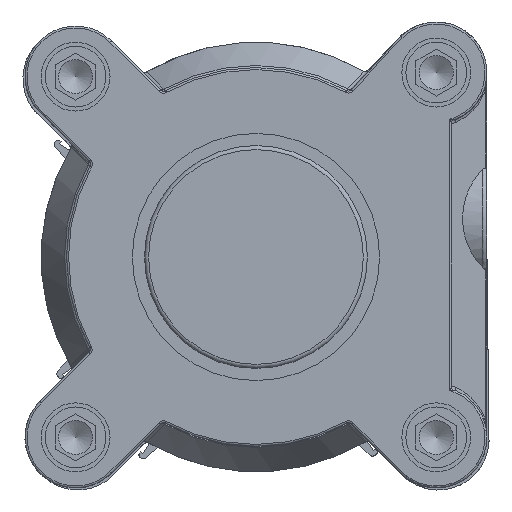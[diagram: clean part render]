
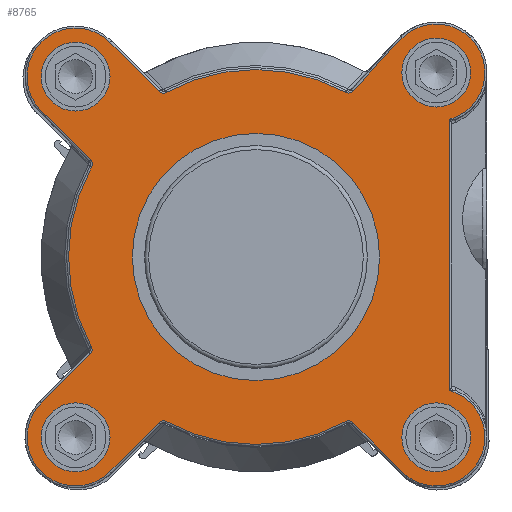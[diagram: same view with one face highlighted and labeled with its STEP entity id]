
A CAD part, front view. The second image highlights one B-rep face of the part: STEP entity #8765.
In plain terms, the highlighted planar face has unit normal (0, -1, 0).
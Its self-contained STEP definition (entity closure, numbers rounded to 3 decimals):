
#148=LINE('',#13578,#711);
#160=LINE('',#13651,#723);
#163=LINE('',#13678,#726);
#165=LINE('',#13690,#728);
#167=LINE('',#13713,#730);
#169=LINE('',#13737,#732);
#171=LINE('',#13761,#734);
#172=LINE('',#13763,#735);
#173=LINE('',#13764,#736);
#711=VECTOR('',#10485,66.921);
#723=VECTOR('',#10521,18.809);
#726=VECTOR('',#10554,17.131);
#728=VECTOR('',#10568,17.131);
#730=VECTOR('',#10596,15.523);
#732=VECTOR('',#10610,17.131);
#734=VECTOR('',#10640,17.877);
#735=VECTOR('',#10643,0.155);
#736=VECTOR('',#10644,0.094);
#1464=PLANE('',#9384);
#1914=FACE_BOUND('',#2681,.T.);
#1915=FACE_BOUND('',#2682,.T.);
#1916=FACE_BOUND('',#2683,.T.);
#1917=FACE_BOUND('',#2684,.T.);
#1918=FACE_BOUND('',#2685,.T.);
#2123=FACE_OUTER_BOUND('',#2680,.T.);
#2680=EDGE_LOOP('',(#6281,#6282,#6283,#6284,#6285,#6286,#6287,#6288,#6289,
#6290,#6291,#6292,#6293,#6294,#6295,#6296,#6297,#6298,#6299,#6300,#6301,
#6302));
#2681=EDGE_LOOP('',(#6303));
#2682=EDGE_LOOP('',(#6304));
#2683=EDGE_LOOP('',(#6305));
#2684=EDGE_LOOP('',(#6306));
#2685=EDGE_LOOP('',(#6307));
#3373=CIRCLE('',#9302,12.);
#3382=CIRCLE('',#9316,12.);
#3391=CIRCLE('',#9334,1.5);
#3394=CIRCLE('',#9338,46.25);
#3397=CIRCLE('',#9342,1.5);
#3401=CIRCLE('',#9348,12.);
#3405=CIRCLE('',#9354,1.5);
#3408=CIRCLE('',#9358,46.25);
#3411=CIRCLE('',#9362,1.5);
#3412=CIRCLE('',#9365,12.);
#3418=CIRCLE('',#9373,1.5);
#3421=CIRCLE('',#9377,46.25);
#3424=CIRCLE('',#9381,1.5);
#3425=CIRCLE('',#9385,8.5);
#3426=CIRCLE('',#9386,8.5);
#3427=CIRCLE('',#9387,8.5);
#3428=CIRCLE('',#9388,8.5);
#3429=CIRCLE('',#9389,30.5);
#3966=VERTEX_POINT('',#13378);
#3968=VERTEX_POINT('',#13394);
#3976=VERTEX_POINT('',#13445);
#3985=VERTEX_POINT('',#13565);
#3999=VERTEX_POINT('',#13648);
#4000=VERTEX_POINT('',#13650);
#4002=VERTEX_POINT('',#13656);
#4004=VERTEX_POINT('',#13662);
#4006=VERTEX_POINT('',#13668);
#4008=VERTEX_POINT('',#13674);
#4010=VERTEX_POINT('',#13680);
#4012=VERTEX_POINT('',#13686);
#4014=VERTEX_POINT('',#13692);
#4016=VERTEX_POINT('',#13698);
#4018=VERTEX_POINT('',#13704);
#4021=VERTEX_POINT('',#13712);
#4022=VERTEX_POINT('',#13727);
#4024=VERTEX_POINT('',#13733);
#4026=VERTEX_POINT('',#13739);
#4028=VERTEX_POINT('',#13745);
#4030=VERTEX_POINT('',#13751);
#4032=VERTEX_POINT('',#13757);
#4034=VERTEX_POINT('',#13765);
#4035=VERTEX_POINT('',#13767);
#4036=VERTEX_POINT('',#13769);
#4037=VERTEX_POINT('',#13771);
#4038=VERTEX_POINT('',#13773);
#4851=EDGE_CURVE('',#3968,#3966,#3373,.T.);
#4873=EDGE_CURVE('',#3976,#3985,#3382,.T.);
#4875=EDGE_CURVE('',#3966,#3976,#148,.T.);
#4897=EDGE_CURVE('',#3999,#4000,#160,.T.);
#4902=EDGE_CURVE('',#4000,#4002,#3391,.T.);
#4905=EDGE_CURVE('',#4002,#4004,#3394,.T.);
#4908=EDGE_CURVE('',#4004,#4006,#3397,.T.);
#4911=EDGE_CURVE('',#4006,#4008,#163,.T.);
#4914=EDGE_CURVE('',#4008,#4010,#3401,.T.);
#4917=EDGE_CURVE('',#4010,#4012,#165,.T.);
#4920=EDGE_CURVE('',#4012,#4014,#3405,.T.);
#4923=EDGE_CURVE('',#4014,#4016,#3408,.T.);
#4926=EDGE_CURVE('',#4016,#4018,#3411,.T.);
#4928=EDGE_CURVE('',#4018,#4021,#167,.T.);
#4930=EDGE_CURVE('',#4021,#4022,#3412,.T.);
#4935=EDGE_CURVE('',#4022,#4024,#169,.T.);
#4938=EDGE_CURVE('',#4024,#4026,#3418,.T.);
#4941=EDGE_CURVE('',#4026,#4028,#3421,.T.);
#4944=EDGE_CURVE('',#4028,#4030,#3424,.T.);
#4947=EDGE_CURVE('',#4030,#4032,#171,.T.);
#4948=EDGE_CURVE('',#3985,#3999,#172,.T.);
#4949=EDGE_CURVE('',#4032,#3968,#173,.T.);
#4950=EDGE_CURVE('',#4034,#4034,#3425,.T.);
#4951=EDGE_CURVE('',#4035,#4035,#3426,.T.);
#4952=EDGE_CURVE('',#4036,#4036,#3427,.T.);
#4953=EDGE_CURVE('',#4037,#4037,#3428,.T.);
#4954=EDGE_CURVE('',#4038,#4038,#3429,.T.);
#6281=ORIENTED_EDGE('',*,*,#4947,.F.);
#6282=ORIENTED_EDGE('',*,*,#4944,.F.);
#6283=ORIENTED_EDGE('',*,*,#4941,.F.);
#6284=ORIENTED_EDGE('',*,*,#4938,.F.);
#6285=ORIENTED_EDGE('',*,*,#4935,.F.);
#6286=ORIENTED_EDGE('',*,*,#4930,.F.);
#6287=ORIENTED_EDGE('',*,*,#4928,.F.);
#6288=ORIENTED_EDGE('',*,*,#4926,.F.);
#6289=ORIENTED_EDGE('',*,*,#4923,.F.);
#6290=ORIENTED_EDGE('',*,*,#4920,.F.);
#6291=ORIENTED_EDGE('',*,*,#4917,.F.);
#6292=ORIENTED_EDGE('',*,*,#4914,.F.);
#6293=ORIENTED_EDGE('',*,*,#4911,.F.);
#6294=ORIENTED_EDGE('',*,*,#4908,.F.);
#6295=ORIENTED_EDGE('',*,*,#4905,.F.);
#6296=ORIENTED_EDGE('',*,*,#4902,.F.);
#6297=ORIENTED_EDGE('',*,*,#4897,.F.);
#6298=ORIENTED_EDGE('',*,*,#4948,.F.);
#6299=ORIENTED_EDGE('',*,*,#4873,.F.);
#6300=ORIENTED_EDGE('',*,*,#4875,.F.);
#6301=ORIENTED_EDGE('',*,*,#4851,.F.);
#6302=ORIENTED_EDGE('',*,*,#4949,.F.);
#6303=ORIENTED_EDGE('',*,*,#4950,.T.);
#6304=ORIENTED_EDGE('',*,*,#4951,.T.);
#6305=ORIENTED_EDGE('',*,*,#4952,.T.);
#6306=ORIENTED_EDGE('',*,*,#4953,.T.);
#6307=ORIENTED_EDGE('',*,*,#4954,.T.);
#8765=ADVANCED_FACE('',(#2123,#1914,#1915,#1916,#1917,#1918),#1464,.T.);
#9302=AXIS2_PLACEMENT_3D('',#13405,#10448,#10449);
#9316=AXIS2_PLACEMENT_3D('',#13566,#10481,#10482);
#9334=AXIS2_PLACEMENT_3D('',#13660,#10531,#10532);
#9338=AXIS2_PLACEMENT_3D('',#13666,#10539,#10540);
#9342=AXIS2_PLACEMENT_3D('',#13672,#10547,#10548);
#9348=AXIS2_PLACEMENT_3D('',#13684,#10561,#10562);
#9354=AXIS2_PLACEMENT_3D('',#13696,#10575,#10576);
#9358=AXIS2_PLACEMENT_3D('',#13702,#10583,#10584);
#9362=AXIS2_PLACEMENT_3D('',#13708,#10591,#10592);
#9365=AXIS2_PLACEMENT_3D('',#13728,#10599,#10600);
#9373=AXIS2_PLACEMENT_3D('',#13743,#10617,#10618);
#9377=AXIS2_PLACEMENT_3D('',#13749,#10625,#10626);
#9381=AXIS2_PLACEMENT_3D('',#13755,#10633,#10634);
#9384=AXIS2_PLACEMENT_3D('',#13762,#10641,#10642);
#9385=AXIS2_PLACEMENT_3D('',#13766,#10645,#10646);
#9386=AXIS2_PLACEMENT_3D('',#13768,#10647,#10648);
#9387=AXIS2_PLACEMENT_3D('',#13770,#10649,#10650);
#9388=AXIS2_PLACEMENT_3D('',#13772,#10651,#10652);
#9389=AXIS2_PLACEMENT_3D('',#13774,#10653,#10654);
#10448=DIRECTION('center_axis',(0.,1.,0.));
#10449=DIRECTION('ref_axis',(0.87,0.,0.492));
#10481=DIRECTION('center_axis',(0.,1.,0.));
#10482=DIRECTION('ref_axis',(0.899,0.,-0.438));
#10485=DIRECTION('',(0.,0.,-1.));
#10521=DIRECTION('',(-0.707,0.,0.707));
#10531=DIRECTION('center_axis',(0.,-1.,0.));
#10532=DIRECTION('ref_axis',(0.143,0.,0.99));
#10539=DIRECTION('center_axis',(0.,1.,0.));
#10540=DIRECTION('ref_axis',(0.,0.,-1.));
#10547=DIRECTION('center_axis',(0.,-1.,0.));
#10548=DIRECTION('ref_axis',(-0.143,0.,0.99));
#10554=DIRECTION('',(-0.707,0.,-0.707));
#10561=DIRECTION('center_axis',(0.,1.,0.));
#10562=DIRECTION('ref_axis',(-0.707,0.,-0.707));
#10568=DIRECTION('',(0.707,0.,0.707));
#10575=DIRECTION('center_axis',(0.,-1.,0.));
#10576=DIRECTION('ref_axis',(0.99,0.,-0.143));
#10583=DIRECTION('center_axis',(0.,1.,0.));
#10584=DIRECTION('ref_axis',(-1.,0.,0.001));
#10591=DIRECTION('center_axis',(0.,-1.,0.));
#10592=DIRECTION('ref_axis',(0.99,0.,0.142));
#10596=DIRECTION('',(-0.707,0.,0.707));
#10599=DIRECTION('center_axis',(0.,1.,0.));
#10600=DIRECTION('ref_axis',(-0.751,0.,0.66));
#10610=DIRECTION('',(0.707,0.,-0.707));
#10617=DIRECTION('center_axis',(0.,-1.,0.));
#10618=DIRECTION('ref_axis',(-0.143,0.,-0.99));
#10625=DIRECTION('center_axis',(0.,1.,0.));
#10626=DIRECTION('ref_axis',(0.,0.,1.));
#10633=DIRECTION('center_axis',(0.,-1.,0.));
#10634=DIRECTION('ref_axis',(0.164,0.,-0.987));
#10640=DIRECTION('',(0.677,0.,0.736));
#10641=DIRECTION('center_axis',(0.,-1.,0.));
#10642=DIRECTION('ref_axis',(0.,0.,-1.));
#10643=DIRECTION('',(0.011,0.,-1.));
#10644=DIRECTION('',(0.011,0.,-1.));
#10645=DIRECTION('center_axis',(0.,1.,0.));
#10646=DIRECTION('ref_axis',(-1.,0.,0.));
#10647=DIRECTION('center_axis',(0.,1.,0.));
#10648=DIRECTION('ref_axis',(-1.,0.,0.));
#10649=DIRECTION('center_axis',(0.,1.,0.));
#10650=DIRECTION('ref_axis',(-1.,0.,0.));
#10651=DIRECTION('center_axis',(0.,1.,0.));
#10652=DIRECTION('ref_axis',(-1.,0.,0.));
#10653=DIRECTION('center_axis',(0.,1.,0.));
#10654=DIRECTION('ref_axis',(-1.,0.,0.));
#13378=CARTESIAN_POINT('',(47.793,0.,33.96));
#13394=CARTESIAN_POINT('',(36.023,0.,53.993));
#13405=CARTESIAN_POINT('Origin',(44.5,0.,45.499));
#13445=CARTESIAN_POINT('',(47.793,0.,-32.961));
#13565=CARTESIAN_POINT('',(37.196,0.,-54.021));
#13566=CARTESIAN_POINT('Origin',(44.5,0.,-44.5));
#13578=CARTESIAN_POINT('',(47.793,0.,-16.757));
#13648=CARTESIAN_POINT('',(37.198,0.,-54.176));
#13650=CARTESIAN_POINT('',(23.902,0.,-40.873));
#13651=CARTESIAN_POINT('',(14.546,0.,-31.511));
#13656=CARTESIAN_POINT('',(22.123,0.,-40.616));
#13660=CARTESIAN_POINT('Origin',(22.841,0.,-41.933));
#13662=CARTESIAN_POINT('',(-22.123,0.,-40.616));
#13666=CARTESIAN_POINT('Origin',(0.,0.,0.));
#13668=CARTESIAN_POINT('',(-23.902,0.,-40.872));
#13672=CARTESIAN_POINT('Origin',(-22.841,0.,-41.933));
#13674=CARTESIAN_POINT('',(-36.015,0.,-52.985));
#13678=CARTESIAN_POINT('',(-26.029,0.,-43.));
#13680=CARTESIAN_POINT('',(-52.985,0.,-36.015));
#13684=CARTESIAN_POINT('Origin',(-44.5,0.,-44.5));
#13686=CARTESIAN_POINT('',(-40.872,0.,-23.902));
#13690=CARTESIAN_POINT('',(-49.323,0.,-32.353));
#13692=CARTESIAN_POINT('',(-40.616,0.,-22.123));
#13696=CARTESIAN_POINT('Origin',(-41.933,0.,-22.841));
#13698=CARTESIAN_POINT('',(-40.565,0.,22.216));
#13702=CARTESIAN_POINT('Origin',(0.,0.,0.));
#13704=CARTESIAN_POINT('',(-40.82,0.,23.997));
#13708=CARTESIAN_POINT('Origin',(-41.881,0.,22.936));
#13712=CARTESIAN_POINT('',(-51.797,0.,34.973));
#13713=CARTESIAN_POINT('',(-24.349,0.,7.525));
#13727=CARTESIAN_POINT('',(-36.015,0.,52.985));
#13728=CARTESIAN_POINT('Origin',(-44.5,0.,44.5));
#13733=CARTESIAN_POINT('',(-23.902,0.,40.872));
#13737=CARTESIAN_POINT('',(-13.765,0.,30.735));
#13739=CARTESIAN_POINT('',(-22.123,0.,40.616));
#13743=CARTESIAN_POINT('Origin',(-22.841,0.,41.933));
#13745=CARTESIAN_POINT('',(22.095,0.,40.631));
#13749=CARTESIAN_POINT('Origin',(0.,0.,0.));
#13751=CARTESIAN_POINT('',(23.916,0.,40.933));
#13755=CARTESIAN_POINT('Origin',(22.812,0.,41.949));
#13757=CARTESIAN_POINT('',(36.022,0.,54.087));
#13761=CARTESIAN_POINT('',(-9.819,0.,4.279));
#13762=CARTESIAN_POINT('Origin',(-37.176,0.,-37.176));
#13763=CARTESIAN_POINT('',(36.509,0.,9.223));
#13764=CARTESIAN_POINT('',(36.509,0.,9.223));
#13765=CARTESIAN_POINT('',(-36.,0.,44.5));
#13766=CARTESIAN_POINT('Origin',(-44.5,0.,44.5));
#13767=CARTESIAN_POINT('',(-36.,0.,-44.5));
#13768=CARTESIAN_POINT('Origin',(-44.5,0.,-44.5));
#13769=CARTESIAN_POINT('',(53.,0.,-44.5));
#13770=CARTESIAN_POINT('Origin',(44.5,0.,-44.5));
#13771=CARTESIAN_POINT('',(53.,0.,45.499));
#13772=CARTESIAN_POINT('Origin',(44.5,0.,45.499));
#13773=CARTESIAN_POINT('',(30.5,0.,0.));
#13774=CARTESIAN_POINT('Origin',(0.,0.,0.));
